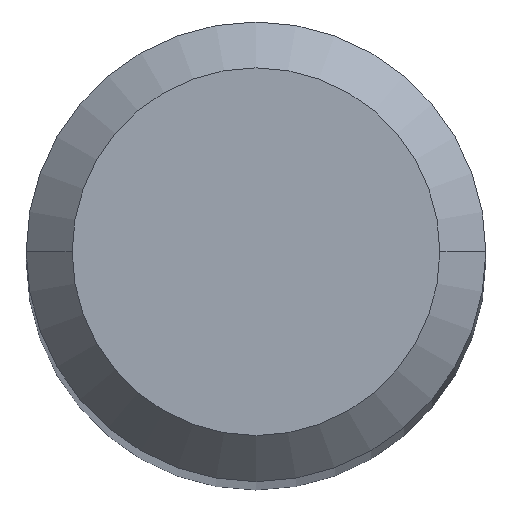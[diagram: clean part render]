
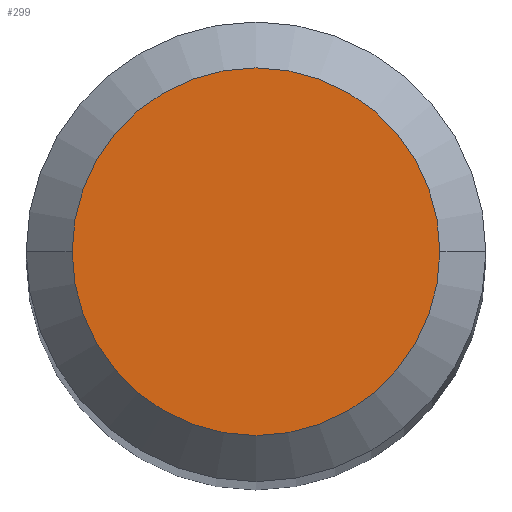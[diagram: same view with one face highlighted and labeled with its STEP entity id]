
A CAD part, top view. The second image highlights one B-rep face of the part: STEP entity #299.
In plain terms, the highlighted planar face has unit normal (0, 0, 1).
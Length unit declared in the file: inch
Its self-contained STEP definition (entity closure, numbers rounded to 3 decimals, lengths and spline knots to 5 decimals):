
#54 = ORIENTED_EDGE ( 'NONE', *, *, #225, .T. ) ;
#59 = DIRECTION ( 'NONE',  ( 0., 0., -1. ) ) ;
#82 = DIRECTION ( 'NONE',  ( 1., 0., 0. ) ) ;
#98 = DIRECTION ( 'NONE',  ( 1., 0., 0. ) ) ;
#158 = AXIS2_PLACEMENT_3D ( 'NONE', #179, #335, #98 ) ;
#178 = VERTEX_POINT ( 'NONE', #192 ) ;
#179 = CARTESIAN_POINT ( 'NONE',  ( 0., 0., 0. ) ) ;
#182 = AXIS2_PLACEMENT_3D ( 'NONE', #271, #427, #82 ) ;
#192 = CARTESIAN_POINT ( 'NONE',  ( -0.04724, 0., 0. ) ) ;
#217 = VERTEX_POINT ( 'NONE', #454 ) ;
#225 = EDGE_CURVE ( 'NONE', #178, #217, #297, .T. ) ;
#254 = PLANE ( 'NONE',  #457 ) ;
#271 = CARTESIAN_POINT ( 'NONE',  ( 0., 0., 0. ) ) ;
#276 = EDGE_LOOP ( 'NONE', ( #54, #347 ) ) ;
#295 = FACE_OUTER_BOUND ( 'NONE', #276, .T. ) ;
#297 = CIRCLE ( 'NONE', #182, 0.04724 ) ;
#299 = ADVANCED_FACE ( 'NONE', ( #295 ), #254, .F. ) ;
#335 = DIRECTION ( 'NONE',  ( 0., 0., 1. ) ) ;
#336 = EDGE_CURVE ( 'NONE', #217, #178, #449, .T. ) ;
#347 = ORIENTED_EDGE ( 'NONE', *, *, #336, .T. ) ;
#361 = CARTESIAN_POINT ( 'NONE',  ( 0., 0., 0. ) ) ;
#427 = DIRECTION ( 'NONE',  ( 0., 0., 1. ) ) ;
#441 = DIRECTION ( 'NONE',  ( -1., 0., 0. ) ) ;
#449 = CIRCLE ( 'NONE', #158, 0.04724 ) ;
#454 = CARTESIAN_POINT ( 'NONE',  ( 0.04724, 0., 0. ) ) ;
#457 = AXIS2_PLACEMENT_3D ( 'NONE', #361, #59, #441 ) ;
